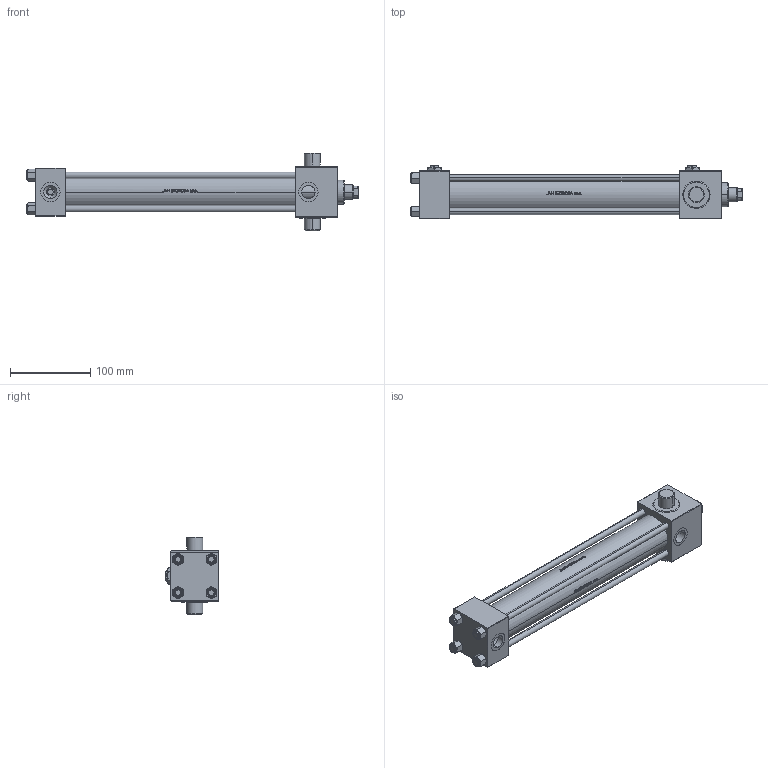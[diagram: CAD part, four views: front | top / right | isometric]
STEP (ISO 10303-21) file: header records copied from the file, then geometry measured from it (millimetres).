
FILE_DESCRIPTION (( 'STEP AP203' ), '1' );
FILE_NAME ('c519.STEP', '2022-04-16T05:15:23', ( '' ), ( '' ), 'SwSTEP 2.0', 'SolidWorks 2019', '' );
FILE_SCHEMA (( 'CONFIG_CONTROL_DESIGN' ));
Length unit declared in the file: millimetre
Products named in the file (7): V215_VC_A 1813864638cf11cfd227b18420d55086; V215CR_VCP_K 1813864638cf11cfd227b18420d55086; V215CR_K_TYCINKA 1813864638cf11cfd227b18420d55086; NUT_M5_K 1813864638cf11cfd227b18420d55086; Zatka_pro_OIL_PORT 1813864638cf11cfd227b18420d55086; c519; V215CR_K_Body 1813864638cf11cfd227b18420d55086
Assembly tree (13 placements, depth 2):
  c519
    V215CR_K_Body 1813864638cf11cfd227b18420d55086
    V215CR_VCP_K 1813864638cf11cfd227b18420d55086
    V215CR_K_TYCINKA 1813864638cf11cfd227b18420d55086  x4
    NUT_M5_K 1813864638cf11cfd227b18420d55086  x4
    V215_VC_A 1813864638cf11cfd227b18420d55086
    Zatka_pro_OIL_PORT 1813864638cf11cfd227b18420d55086  x2
Bounding box: 415 x 67 x 97 mm (x, y, z)
Volume: 619982.3 mm3; surface area: 206037.8 mm2
Topology: 13 solids, 13 shells, 1182 faces, 2960 edges, 1895 vertices
Faces by surface type: plane 480, bspline 380, cone 174, cylinder 136, torus 12
Entity records: 49021 total; most frequent: CARTESIAN_POINT 26248, ORIENTED_EDGE 5220, DIRECTION 3248, EDGE_CURVE 2610, VERTEX_POINT 1693, VECTOR 1318, LINE 1318, EDGE_LOOP 1125
